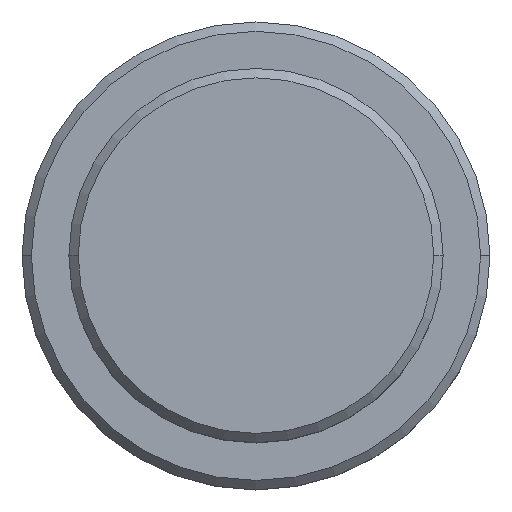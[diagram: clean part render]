
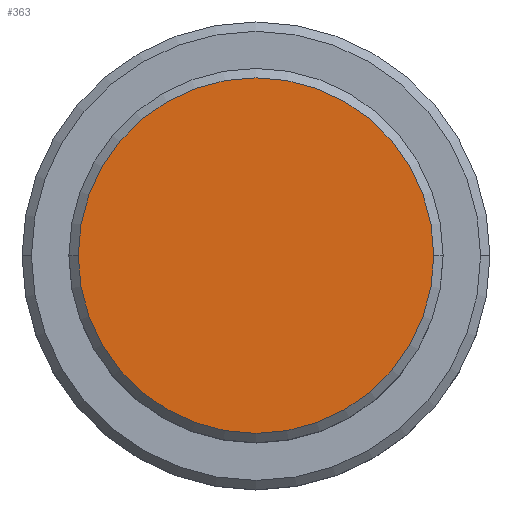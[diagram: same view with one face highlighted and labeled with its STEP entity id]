
A CAD part, top view. The second image highlights one B-rep face of the part: STEP entity #363.
In plain terms, the highlighted planar face has unit normal (0, 0, 1).
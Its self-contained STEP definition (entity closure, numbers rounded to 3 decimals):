
#45 = FACE_OUTER_BOUND ( 'NONE', #1134, .T. ) ;
#124 = CARTESIAN_POINT ( 'NONE',  ( 0., 0., 0. ) ) ;
#314 = CIRCLE ( 'NONE', #515, 9.5 ) ;
#363 = ADVANCED_FACE ( 'NONE', ( #45 ), #897, .T. ) ;
#515 = AXIS2_PLACEMENT_3D ( 'NONE', #124, #971, #544 ) ;
#544 = DIRECTION ( 'NONE',  ( 1., 0., 0. ) ) ;
#595 = DIRECTION ( 'NONE',  ( 1., 0., 0. ) ) ;
#640 = EDGE_CURVE ( 'NONE', #878, #723, #314, .T. ) ;
#723 = VERTEX_POINT ( 'NONE', #874 ) ;
#770 = AXIS2_PLACEMENT_3D ( 'NONE', #1329, #1138, #595 ) ;
#791 = CIRCLE ( 'NONE', #770, 9.5 ) ;
#814 = DIRECTION ( 'NONE',  ( 0., 0., 1. ) ) ;
#874 = CARTESIAN_POINT ( 'NONE',  ( -9.5, 0., 0. ) ) ;
#878 = VERTEX_POINT ( 'NONE', #1145 ) ;
#897 = PLANE ( 'NONE',  #1101 ) ;
#951 = ORIENTED_EDGE ( 'NONE', *, *, #640, .T. ) ;
#971 = DIRECTION ( 'NONE',  ( 0., 0., 1. ) ) ;
#1031 = ORIENTED_EDGE ( 'NONE', *, *, #1196, .T. ) ;
#1101 = AXIS2_PLACEMENT_3D ( 'NONE', #1331, #814, #1251 ) ;
#1134 = EDGE_LOOP ( 'NONE', ( #1031, #951 ) ) ;
#1138 = DIRECTION ( 'NONE',  ( 0., 0., 1. ) ) ;
#1145 = CARTESIAN_POINT ( 'NONE',  ( 9.5, 0., 0. ) ) ;
#1196 = EDGE_CURVE ( 'NONE', #723, #878, #791, .T. ) ;
#1251 = DIRECTION ( 'NONE',  ( 1., 0., 0. ) ) ;
#1329 = CARTESIAN_POINT ( 'NONE',  ( 0., 0., 0. ) ) ;
#1331 = CARTESIAN_POINT ( 'NONE',  ( 0., 0., 0. ) ) ;
